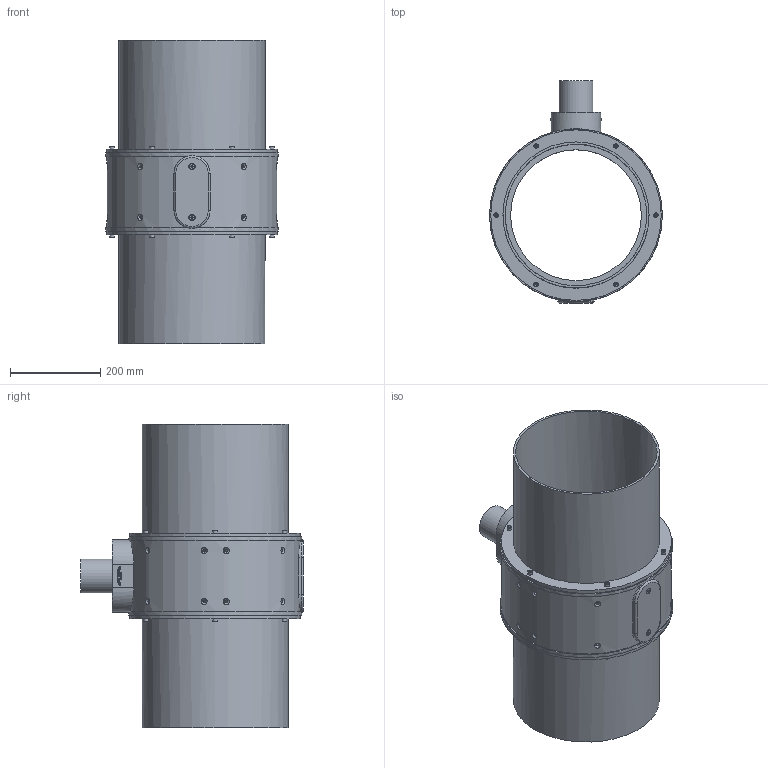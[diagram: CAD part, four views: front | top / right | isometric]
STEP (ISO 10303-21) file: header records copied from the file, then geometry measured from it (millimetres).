
FILE_DESCRIPTION (( 'STEP AP214' ), '1' );
FILE_NAME ('P-290-030-rev-A-IP.STEP', '2025-09-17T06:10:38', ( '' ), ( '' ), 'SwSTEP 2.0', 'SolidWorks 2024', '' );
FILE_SCHEMA (( 'AUTOMOTIVE_DESIGN' ));
Length unit declared in the file: millimetre
Products named in the file (1): P-290-030-rev-A-IP
Bounding box: 383 x 493 x 673 mm (x, y, z)
Volume: 11879713.8 mm3; surface area: 1524565 mm2
Topology: 1 solids, 5 shells, 809 faces, 2014 edges, 1304 vertices
Faces by surface type: plane 551, bspline 120, cylinder 64, cone 52, torus 18, sphere 4
Full cylindrical faces by diameter (mm): 3.5 x4, 5 x16, 5.7 x4, 10 x12, 10.2 x6, 11.57 x2, 75 x1, 290 x1, 313.9 x2, 323.9 x2, 378 x2, 383 x2
Entity records: 30662 total; most frequent: CARTESIAN_POINT 8912, ORIENTED_EDGE 3636, DIRECTION 2936, EDGE_CURVE 1818, VERTEX_POINT 1230, EDGE_LOOP 1030, LINE 1000, VECTOR 1000
